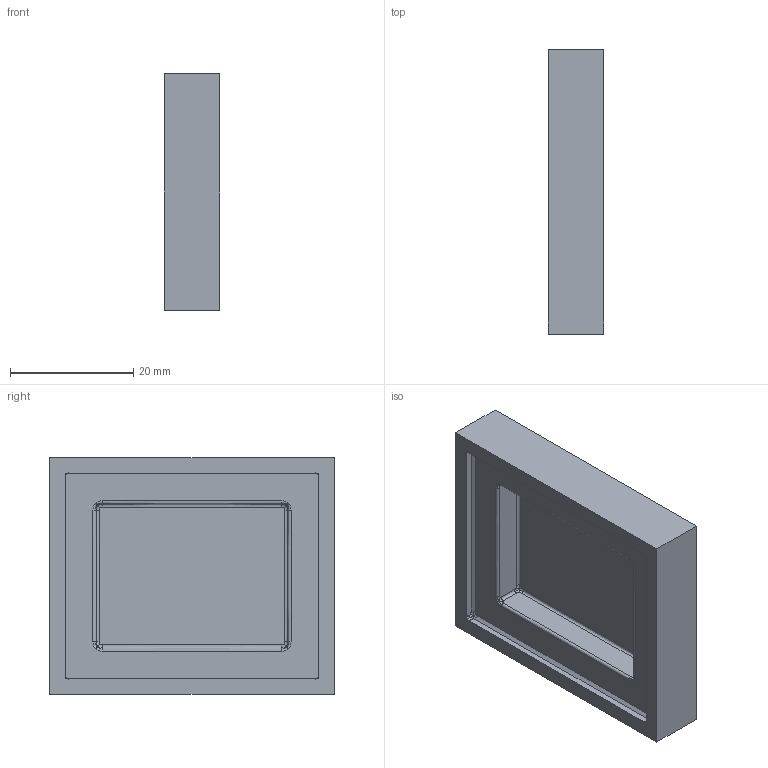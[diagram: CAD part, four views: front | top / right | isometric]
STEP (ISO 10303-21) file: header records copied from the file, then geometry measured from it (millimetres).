
FILE_DESCRIPTION(/* description */ (''),/* implementation_level */ '2;1');
FILE_NAME(/* name */ 'Mould_1.step',/* time_stamp */ '2024-10-28T12:09:40Z',/* author */ (''),/* organization */ (''),/* preprocessor_version */ 'ST-DEVELOPER v20',/* originating_system */ 'Autodesk Translation Framework v13.20.0.188',/* authorisation */ '');
FILE_SCHEMA (('AUTOMOTIVE_DESIGN { 1 0 10303 214 3 1 1 }'));
Length unit declared in the file: millimetre
Products named in the file (1): FusionComponent
Bounding box: 9 x 46.11 x 38.36 mm (x, y, z)
Volume: 9429.1 mm3; surface area: 5929.5 mm2
Topology: 1 solids, 1 shells, 136 faces, 348 edges, 216 vertices
Faces by surface type: bspline 120, plane 16
Entity records: 9837 total; most frequent: CARTESIAN_POINT 7377, ORIENTED_EDGE 696, EDGE_CURVE 348, B_SPLINE_CURVE_WITH_KNOTS 272, VERTEX_POINT 216, DIRECTION 174, EDGE_LOOP 138, FACE_OUTER_BOUND 136
